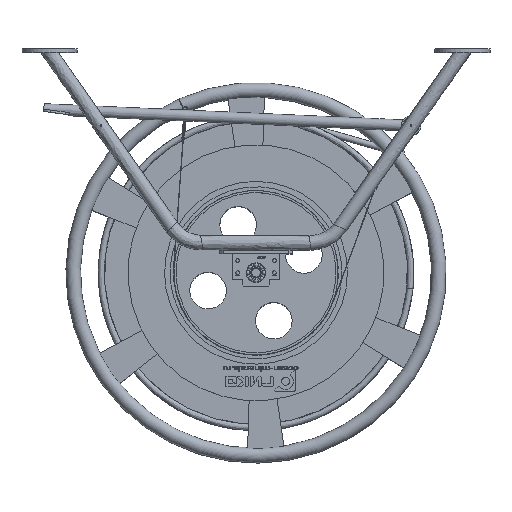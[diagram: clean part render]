
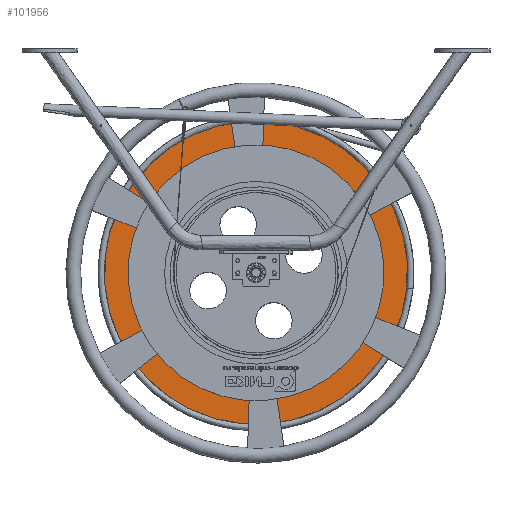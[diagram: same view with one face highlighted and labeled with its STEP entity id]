
A CAD part, top view. The second image highlights one B-rep face of the part: STEP entity #101956.
In plain terms, the highlighted planar face has unit normal (0, 0, 1).
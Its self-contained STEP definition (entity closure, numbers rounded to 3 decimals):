
#101956 = ADVANCED_FACE('',(#101957,#101968),#101979,.T.);
#101957 = FACE_BOUND('',#101958,.T.);
#101958 = EDGE_LOOP('',(#101959));
#101959 = ORIENTED_EDGE('',*,*,#101960,.T.);
#101960 = EDGE_CURVE('',#101961,#101961,#101963,.T.);
#101961 = VERTEX_POINT('',#101962);
#101962 = CARTESIAN_POINT('',(-186.264,-744.621,523.85));
#101963 = CIRCLE('',#101964,414.5);
#101964 = AXIS2_PLACEMENT_3D('',#101965,#101966,#101967);
#101965 = CARTESIAN_POINT('',(-585.114,-631.8,523.85));
#101966 = DIRECTION('',(0.,0.,1.));
#101967 = DIRECTION('',(0.962,-0.272,
    0.));
#101968 = FACE_BOUND('',#101969,.T.);
#101969 = EDGE_LOOP('',(#101970));
#101970 = ORIENTED_EDGE('',*,*,#101971,.F.);
#101971 = EDGE_CURVE('',#101972,#101972,#101974,.T.);
#101972 = VERTEX_POINT('',#101973);
#101973 = CARTESIAN_POINT('',(-367.647,-693.314,523.85));
#101974 = CIRCLE('',#101975,226.);
#101975 = AXIS2_PLACEMENT_3D('',#101976,#101977,#101978);
#101976 = CARTESIAN_POINT('',(-585.114,-631.8,523.85));
#101977 = DIRECTION('',(0.,0.,1.));
#101978 = DIRECTION('',(0.962,-0.272,
    0.));
#101979 = PLANE('',#101980);
#101980 = AXIS2_PLACEMENT_3D('',#101981,#101982,#101983);
#101981 = CARTESIAN_POINT('',(-585.114,-631.8,523.85));
#101982 = DIRECTION('',(0.,0.,1.));
#101983 = DIRECTION('',(0.962,-0.272,
    0.));
